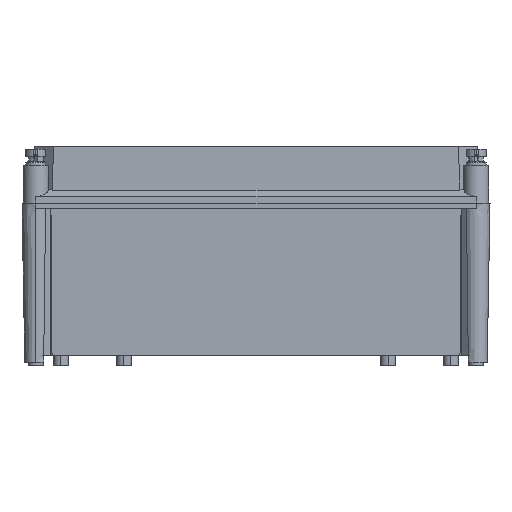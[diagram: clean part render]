
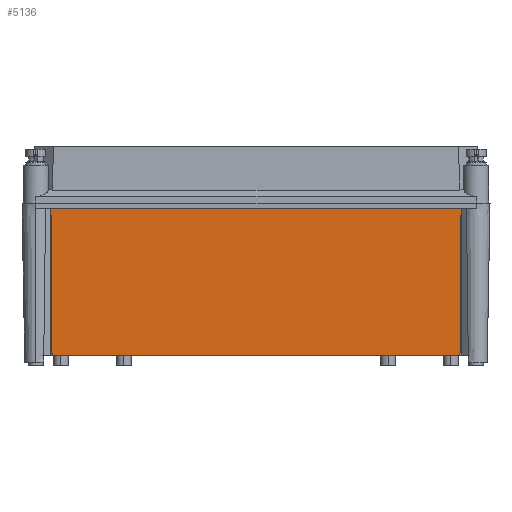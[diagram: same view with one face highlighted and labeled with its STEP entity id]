
A CAD part, left-side view. The second image highlights one B-rep face of the part: STEP entity #5136.
In plain terms, the highlighted planar face has unit normal (-1, 0, -0.018).
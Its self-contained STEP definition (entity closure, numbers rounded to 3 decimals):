
#5116=AXIS2_PLACEMENT_3D('Plane Axis2P3D',#5113,#5114,#5115) ;
#2825=CARTESIAN_POINT('Line Origine',(7.57,186.,125.)) ;
#2829=CARTESIAN_POINT('Vertex',(7.57,348.975,125.)) ;
#2831=CARTESIAN_POINT('Vertex',(7.57,23.025,125.)) ;
#2895=CARTESIAN_POINT('Line Origine',(7.576,23.022,124.633)) ;
#2899=CARTESIAN_POINT('Vertex',(7.583,23.02,124.266)) ;
#3882=CARTESIAN_POINT('Vertex',(9.612,23.86,8.)) ;
#3885=CARTESIAN_POINT('Line Origine',(9.612,186.,8.)) ;
#3889=CARTESIAN_POINT('Vertex',(9.612,348.14,8.)) ;
#5035=CARTESIAN_POINT('Vertex',(7.583,348.98,124.266)) ;
#5038=CARTESIAN_POINT('Line Origine',(7.576,348.978,124.633)) ;
#5113=CARTESIAN_POINT('Axis2P3D Location',(7.5,369.283,129.)) ;
#5118=CARTESIAN_POINT('Line Origine',(8.597,23.44,66.133)) ;
#5123=CARTESIAN_POINT('Line Origine',(8.597,348.56,66.133)) ;
#2826=DIRECTION('Vector Direction',(0.,-1.,0.)) ;
#2896=DIRECTION('Vector Direction',(0.017,-0.007,-1.)) ;
#3886=DIRECTION('Vector Direction',(0.,-1.,0.)) ;
#5039=DIRECTION('Vector Direction',(0.017,0.007,-1.)) ;
#5114=DIRECTION('Axis2P3D Direction',(-1.,-0.,-0.017)) ;
#5115=DIRECTION('Axis2P3D XDirection',(0.,-1.,0.)) ;
#5119=DIRECTION('Vector Direction',(-0.017,-0.007,1.)) ;
#5124=DIRECTION('Vector Direction',(-0.017,0.007,1.)) ;
#2827=VECTOR('Line Direction',#2826,1.) ;
#2897=VECTOR('Line Direction',#2896,1.) ;
#3887=VECTOR('Line Direction',#3886,1.) ;
#5040=VECTOR('Line Direction',#5039,1.) ;
#5120=VECTOR('Line Direction',#5119,1.) ;
#5125=VECTOR('Line Direction',#5124,1.) ;
#5129=ORIENTED_EDGE('',*,*,#3891,.T.) ;
#5130=ORIENTED_EDGE('',*,*,#5122,.T.) ;
#5131=ORIENTED_EDGE('',*,*,#2901,.F.) ;
#5132=ORIENTED_EDGE('',*,*,#2833,.F.) ;
#5133=ORIENTED_EDGE('',*,*,#5042,.T.) ;
#5134=ORIENTED_EDGE('',*,*,#5127,.F.) ;
#5136=ADVANCED_FACE('Unterteil',(#5135),#5117,.T.) ;
#2833=EDGE_CURVE('',#2830,#2832,#2828,.T.) ;
#2901=EDGE_CURVE('',#2832,#2900,#2898,.T.) ;
#3891=EDGE_CURVE('',#3890,#3883,#3888,.T.) ;
#5042=EDGE_CURVE('',#2830,#5036,#5041,.T.) ;
#5122=EDGE_CURVE('',#3883,#2900,#5121,.T.) ;
#5127=EDGE_CURVE('',#3890,#5036,#5126,.T.) ;
#5128=EDGE_LOOP('',(#5129,#5130,#5131,#5132,#5133,#5134)) ;
#5135=FACE_OUTER_BOUND('',#5128,.T.) ;
#2828=LINE('Line',#2825,#2827) ;
#2898=LINE('Line',#2895,#2897) ;
#3888=LINE('Line',#3885,#3887) ;
#5041=LINE('Line',#5038,#5040) ;
#5121=LINE('Line',#5118,#5120) ;
#5126=LINE('Line',#5123,#5125) ;
#5117=PLANE('',#5116) ;
#2830=VERTEX_POINT('',#2829) ;
#2832=VERTEX_POINT('',#2831) ;
#2900=VERTEX_POINT('',#2899) ;
#3883=VERTEX_POINT('',#3882) ;
#3890=VERTEX_POINT('',#3889) ;
#5036=VERTEX_POINT('',#5035) ;
